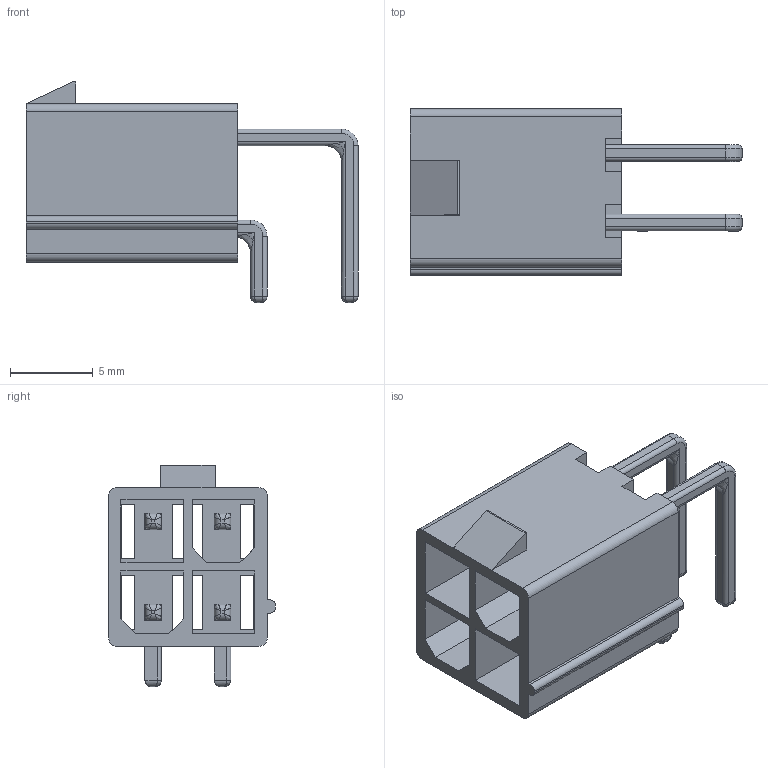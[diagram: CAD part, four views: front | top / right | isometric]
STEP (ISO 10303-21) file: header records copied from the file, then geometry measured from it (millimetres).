
FILE_DESCRIPTION( ( '' ), ' ' );
FILE_NAME( '5ad6118b5409530fd1f98ab6.step', '2018-04-17T15:23:56', ( '' ), ( '' ), ' ', ' ', ' ' );
FILE_SCHEMA( ( 'AUTOMOTIVE_DESIGN { 1 0 10303 214 1 1 1 1 }' ) );
Length unit declared in the file: metre
Products named in the file (6): pins <2>; PINS SMALL; PINS BIG; pins <1>; Assem1; BODY
Assembly tree (7 placements, depth 3):
  Assem1
    BODY
    pins <1>
      PINS SMALL
      PINS BIG
    pins <2>
      PINS SMALL
      PINS BIG
Bounding box: 20.09 x 10.1 x 13.39 mm (x, y, z)
Volume: 598.2 mm3; surface area: 1692.4 mm2
Topology: 5 solids, 5 shells, 253 faces, 663 edges, 374 vertices
Faces by surface type: plane 124, cylinder 77, bspline 42, torus 10
Entity records: 8374 total; most frequent: CARTESIAN_POINT 2470, ORIENTED_EDGE 944, DIRECTION 874, EDGE_CURVE 472, LINE 374, VECTOR 374, VERTEX_POINT 292, AXIS2_PLACEMENT_3D 250
